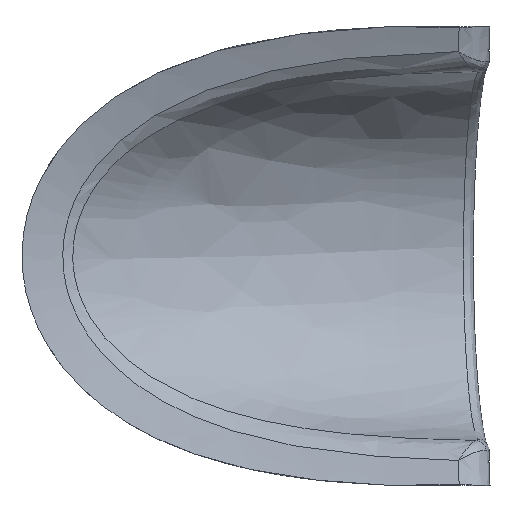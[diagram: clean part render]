
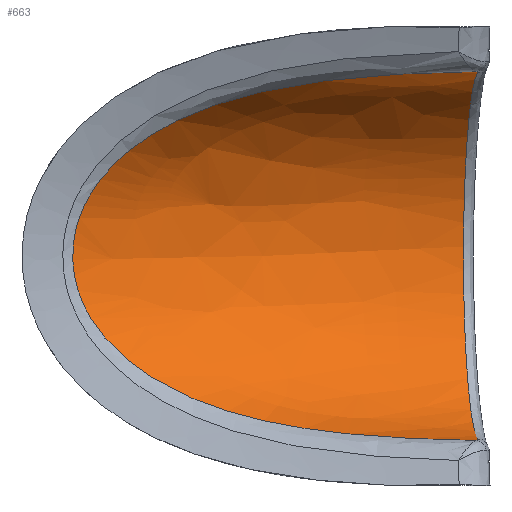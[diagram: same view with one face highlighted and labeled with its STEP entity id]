
A CAD part, front view. The second image highlights one B-rep face of the part: STEP entity #663.
In plain terms, the highlighted free-form (B-spline) face has degree [2, 2] with [7, 3] control points.
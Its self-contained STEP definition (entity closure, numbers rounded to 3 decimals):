
#14=(
BOUNDED_SURFACE()
B_SPLINE_SURFACE(2,2,((#1749,#1750,#1751),(#1752,#1753,#1754),(#1755,#1756,
#1757),(#1758,#1759,#1760),(#1761,#1762,#1763),(#1764,#1765,#1766),(#1767,
#1768,#1769)),.UNSPECIFIED.,.F.,.F.,.F.)
B_SPLINE_SURFACE_WITH_KNOTS((3,2,2,3),(3,3),(-3.142,-2.06,
-0.978,0.104),(0.,0.602),
 .UNSPECIFIED.)
GEOMETRIC_REPRESENTATION_ITEM()
RATIONAL_B_SPLINE_SURFACE(((1.,0.955,1.),(0.857,
0.819,0.857),(1.,0.955,1.),(0.857,
0.819,0.857),(1.,0.955,1.),(0.857,
0.819,0.857),(1.,0.955,1.)))
REPRESENTATION_ITEM('')
SURFACE()
);
#112=B_SPLINE_CURVE_WITH_KNOTS('',3,(#1502,#1503,#1504,#1505,#1506,#1507,
#1508,#1509,#1510,#1511),.UNSPECIFIED.,.F.,.F.,(4,1,1,1,1,1,1,4),(-18.98,
-16.268,-13.557,-10.846,-8.134,
-5.423,-2.711,0.),.UNSPECIFIED.);
#116=B_SPLINE_CURVE_WITH_KNOTS('',3,(#1647,#1648,#1649,#1650),
 .UNSPECIFIED.,.F.,.F.,(4,4),(0.,0.36),
 .UNSPECIFIED.);
#117=B_SPLINE_CURVE_WITH_KNOTS('',3,(#1673,#1674,#1675,#1676),
 .UNSPECIFIED.,.F.,.F.,(4,4),(0.,0.36),.UNSPECIFIED.);
#119=B_SPLINE_CURVE_WITH_KNOTS('',3,(#1770,#1771,#1772,#1773,#1774,#1775,
#1776,#1777,#1778,#1779,#1780,#1781,#1782,#1783,#1784,#1785,#1786,#1787,
#1788,#1789,#1790,#1791,#1792),.UNSPECIFIED.,.F.,.F.,(4,1,1,1,1,1,1,1,1,
1,1,1,1,1,1,1,1,1,1,1,4),(-35.441,-32.948,-30.456,
-27.132,-25.471,-22.148,-20.486,
-20.07,-19.655,-18.824,-17.163,
-16.332,-15.501,-13.839,-13.009,
-12.178,-10.516,-8.024,-5.531,
-3.039,-0.546),.UNSPECIFIED.);
#162=FACE_OUTER_BOUND('',#208,.T.);
#208=EDGE_LOOP('',(#505,#506,#507,#508));
#282=VERTEX_POINT('',#1499);
#283=VERTEX_POINT('',#1501);
#284=VERTEX_POINT('',#1603);
#287=VERTEX_POINT('',#1671);
#360=EDGE_CURVE('',#282,#283,#112,.T.);
#366=EDGE_CURVE('',#284,#282,#116,.T.);
#368=EDGE_CURVE('',#283,#287,#117,.T.);
#370=EDGE_CURVE('',#287,#284,#119,.T.);
#505=ORIENTED_EDGE('',*,*,#368,.F.);
#506=ORIENTED_EDGE('',*,*,#360,.F.);
#507=ORIENTED_EDGE('',*,*,#366,.F.);
#508=ORIENTED_EDGE('',*,*,#370,.F.);
#663=ADVANCED_FACE('',(#162),#14,.T.);
#1499=CARTESIAN_POINT('',(-8.885,10.185,61.678));
#1501=CARTESIAN_POINT('',(-8.885,10.185,-61.678));
#1502=CARTESIAN_POINT('Ctrl Pts',(-8.885,10.185,61.678));
#1503=CARTESIAN_POINT('Ctrl Pts',(-9.627,18.561,60.525));
#1504=CARTESIAN_POINT('Ctrl Pts',(-11.075,34.83,54.7));
#1505=CARTESIAN_POINT('Ctrl Pts',(-12.769,53.729,36.895));
#1506=CARTESIAN_POINT('Ctrl Pts',(-13.693,64.012,13.011));
#1507=CARTESIAN_POINT('Ctrl Pts',(-13.694,64.014,-13.012));
#1508=CARTESIAN_POINT('Ctrl Pts',(-12.768,53.727,-36.895));
#1509=CARTESIAN_POINT('Ctrl Pts',(-11.075,34.829,-54.701));
#1510=CARTESIAN_POINT('Ctrl Pts',(-9.627,18.561,-60.525));
#1511=CARTESIAN_POINT('Ctrl Pts',(-8.885,10.185,-61.678));
#1603=CARTESIAN_POINT('',(-9.482,6.889,62.03));
#1647=CARTESIAN_POINT('Ctrl Pts',(-9.482,6.889,62.03));
#1648=CARTESIAN_POINT('Ctrl Pts',(-8.981,7.921,61.95));
#1649=CARTESIAN_POINT('Ctrl Pts',(-8.786,9.071,61.832));
#1650=CARTESIAN_POINT('Ctrl Pts',(-8.885,10.185,61.678));
#1671=CARTESIAN_POINT('',(-9.482,6.889,-62.03));
#1673=CARTESIAN_POINT('Ctrl Pts',(-8.885,10.185,-61.678));
#1674=CARTESIAN_POINT('Ctrl Pts',(-8.786,9.071,-61.832));
#1675=CARTESIAN_POINT('Ctrl Pts',(-8.981,7.921,-61.95));
#1676=CARTESIAN_POINT('Ctrl Pts',(-9.482,6.889,-62.03));
#1749=CARTESIAN_POINT('Ctrl Pts',(0.,-0.249,-62.166));
#1750=CARTESIAN_POINT('Ctrl Pts',(-71.779,-9.323,-62.166));
#1751=CARTESIAN_POINT('Ctrl Pts',(-125.821,-57.427,-62.166));
#1752=CARTESIAN_POINT('Ctrl Pts',(0.,37.1,-64.118));
#1753=CARTESIAN_POINT('Ctrl Pts',(-83.365,28.026,-64.118));
#1754=CARTESIAN_POINT('Ctrl Pts',(-146.959,-26.635,-64.118));
#1755=CARTESIAN_POINT('Ctrl Pts',(0.,56.361,-32.059));
#1756=CARTESIAN_POINT('Ctrl Pts',(-89.34,47.287,-32.059));
#1757=CARTESIAN_POINT('Ctrl Pts',(-157.86,-10.755,-32.059));
#1758=CARTESIAN_POINT('Ctrl Pts',(0.,75.622,0.));
#1759=CARTESIAN_POINT('Ctrl Pts',(-95.315,66.548,0.));
#1760=CARTESIAN_POINT('Ctrl Pts',(-168.761,5.124,0.));
#1761=CARTESIAN_POINT('Ctrl Pts',(0.,56.361,32.059));
#1762=CARTESIAN_POINT('Ctrl Pts',(-89.34,47.287,32.059));
#1763=CARTESIAN_POINT('Ctrl Pts',(-157.86,-10.755,32.059));
#1764=CARTESIAN_POINT('Ctrl Pts',(0.,37.1,64.118));
#1765=CARTESIAN_POINT('Ctrl Pts',(-83.365,28.026,64.118));
#1766=CARTESIAN_POINT('Ctrl Pts',(-146.959,-26.635,64.118));
#1767=CARTESIAN_POINT('Ctrl Pts',(0.,-0.249,62.166));
#1768=CARTESIAN_POINT('Ctrl Pts',(-71.779,-9.323,62.166));
#1769=CARTESIAN_POINT('Ctrl Pts',(-125.821,-57.427,62.166));
#1770=CARTESIAN_POINT('Ctrl Pts',(-9.482,6.889,-62.03));
#1771=CARTESIAN_POINT('Ctrl Pts',(-17.695,7.235,-61.889));
#1772=CARTESIAN_POINT('Ctrl Pts',(-34.069,7.846,-61.419));
#1773=CARTESIAN_POINT('Ctrl Pts',(-61.026,8.639,-59.295));
#1774=CARTESIAN_POINT('Ctrl Pts',(-84.536,9.182,-55.123));
#1775=CARTESIAN_POINT('Ctrl Pts',(-109.205,9.7,-46.797));
#1776=CARTESIAN_POINT('Ctrl Pts',(-127.079,10.066,-36.427));
#1777=CARTESIAN_POINT('Ctrl Pts',(-137.513,10.297,-23.855));
#1778=CARTESIAN_POINT('Ctrl Pts',(-140.96,10.375,-17.454));
#1779=CARTESIAN_POINT('Ctrl Pts',(-142.918,10.42,-12.987));
#1780=CARTESIAN_POINT('Ctrl Pts',(-145.283,10.475,-4.85));
#1781=CARTESIAN_POINT('Ctrl Pts',(-145.273,10.475,4.897));
#1782=CARTESIAN_POINT('Ctrl Pts',(-142.571,10.412,14.177));
#1783=CARTESIAN_POINT('Ctrl Pts',(-138.242,10.313,22.981));
#1784=CARTESIAN_POINT('Ctrl Pts',(-131.912,10.173,30.621));
#1785=CARTESIAN_POINT('Ctrl Pts',(-124.197,10.01,37.092));
#1786=CARTESIAN_POINT('Ctrl Pts',(-115.841,9.835,42.738));
#1787=CARTESIAN_POINT('Ctrl Pts',(-101.941,9.549,49.619));
#1788=CARTESIAN_POINT('Ctrl Pts',(-81.954,9.127,55.641));
#1789=CARTESIAN_POINT('Ctrl Pts',(-58.308,8.56,59.52));
#1790=CARTESIAN_POINT('Ctrl Pts',(-34.024,7.844,61.416));
#1791=CARTESIAN_POINT('Ctrl Pts',(-17.696,7.235,61.889));
#1792=CARTESIAN_POINT('Ctrl Pts',(-9.482,6.889,62.03));
